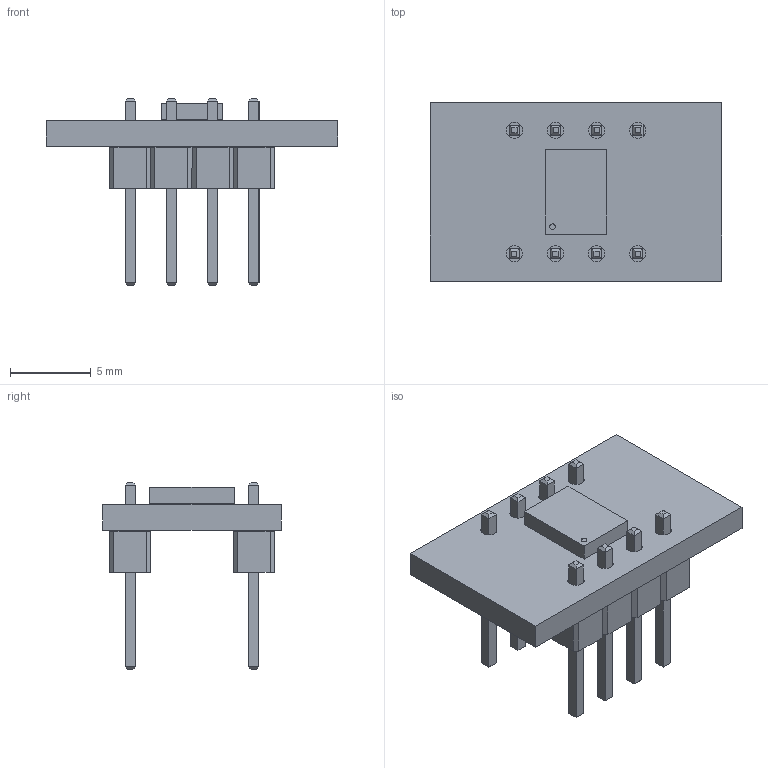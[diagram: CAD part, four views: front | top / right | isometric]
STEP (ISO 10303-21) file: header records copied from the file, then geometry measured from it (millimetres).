
FILE_DESCRIPTION(('KiCad electronic assembly'),'2;1');
FILE_NAME('BNO055.step','2023-05-19T22:29:56',('Pcbnew'),('Kicad'), 'Open CASCADE STEP processor 7.6','KiCad to STEP converter','Unknown' );
FILE_SCHEMA(('AUTOMOTIVE_DESIGN { 1 0 10303 214 1 1 1 1 }'));
Length unit declared in the file: millimetre
Products named in the file (6): BNO055 1; LGA-28_5.2x3.8mm_P0.5mm; SOLID; PinHeader_1x04_P2.54mm_Vertical; PCB
Assembly tree (6 placements, depth 3):
  BNO055 1
    LGA-28_5.2x3.8mm_P0.5mm
      SOLID
    PinHeader_1x04_P2.54mm_Vertical  x2
      SOLID
    PCB
Bounding box: 18 x 11 x 11.54 mm (x, y, z)
Volume: 484.1 mm3; surface area: 988.4 mm2
Topology: 4 solids, 4 shells, 362 faces, 863 edges, 554 vertices
Faces by surface type: plane 353, cylinder 9
Full cylindrical faces by diameter (mm): 0.35 x1, 1 x8
Entity records: 17464 total; most frequent: CARTESIAN_POINT 2652, DIRECTION 2414, LINE 1839, VECTOR 1839, ORIENTED_EDGE 1250, PCURVE 1250, DEFINITIONAL_REPRESENTATION 1250, EDGE_CURVE 625
